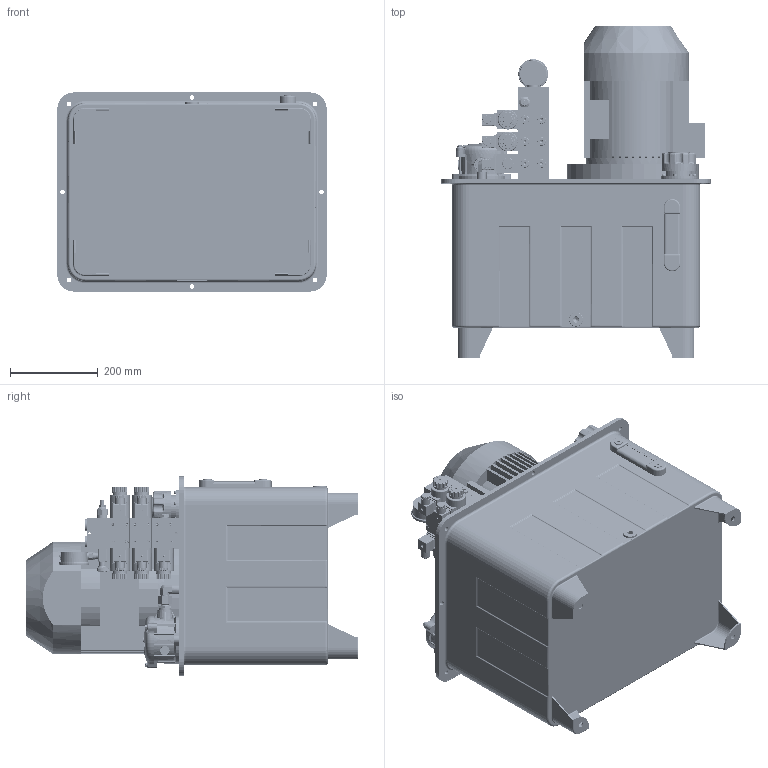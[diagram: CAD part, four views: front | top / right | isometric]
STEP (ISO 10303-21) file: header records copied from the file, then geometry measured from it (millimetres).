
FILE_DESCRIPTION((''),'2;1');
FILE_NAME('_20_02_007__ASM','2021-02-08T',('砐錪賧瘔蠈錪'),(''),'PRO/ENGINEER BY PARAMETRIC TECHNOLOGY CORPORATION, 2012480','PRO/ENGINEER BY PARAMETRIC TECHNOLOGY CORPORATION, 2012480','');
FILE_SCHEMA(('CONFIG_CONTROL_DESIGN'));
Products named in the file (1): _20_02_007__ASM
Bounding box: 614 x 756.67 x 454 mm (x, y, z)
Volume: 19990861 mm3; surface area: 3610408.6 mm2
Topology: 14 solids, 95 shells, 5193 faces, 13403 edges, 8521 vertices
Faces by surface type: plane 2343, cylinder 1534, cone 741, torus 449, bspline 108, sphere 12, revolution 6
Entity records: 186767 total; most frequent: CARTESIAN_POINT 62837, ORIENTED_EDGE 26273, DIRECTION 25273, EDGE_CURVE 13267, AXIS2_PLACEMENT_3D 9784, VERTEX_POINT 8519, VECTOR 5699, LINE 5699
